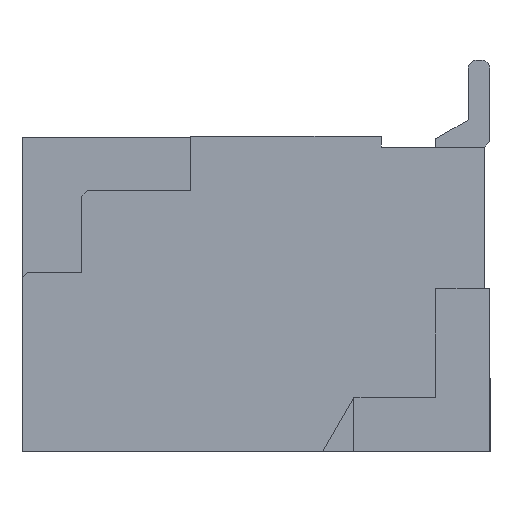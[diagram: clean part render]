
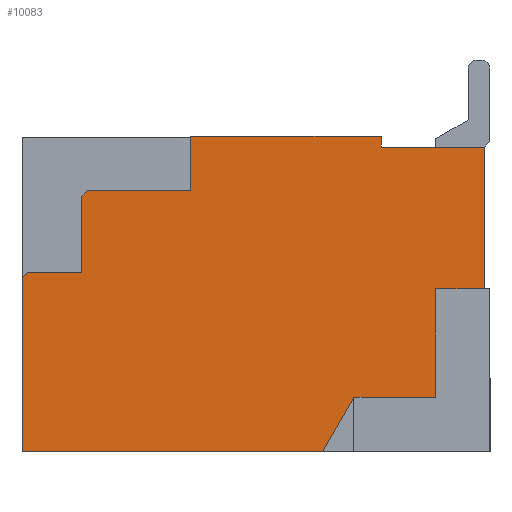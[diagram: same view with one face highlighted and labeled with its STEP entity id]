
A CAD part, left-side view. The second image highlights one B-rep face of the part: STEP entity #10083.
In plain terms, the highlighted planar face has unit normal (-1, 0, 0).
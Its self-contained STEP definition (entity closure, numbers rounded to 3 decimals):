
#129 = DIRECTION ( 'NONE',  ( 0., -1., 0. ) ) ;
#214 = VECTOR ( 'NONE', #5822, 1000. ) ;
#326 = EDGE_CURVE ( 'NONE', #5837, #9903, #3303, .T. ) ;
#403 = VERTEX_POINT ( 'NONE', #894 ) ;
#462 = VERTEX_POINT ( 'NONE', #8406 ) ;
#673 = ORIENTED_EDGE ( 'NONE', *, *, #3554, .T. ) ;
#726 = CARTESIAN_POINT ( 'NONE',  ( -4., 1.25, 0.5 ) ) ;
#818 = CARTESIAN_POINT ( 'NONE',  ( -4., 1., 2.8 ) ) ;
#819 = VERTEX_POINT ( 'NONE', #2700 ) ;
#894 = CARTESIAN_POINT ( 'NONE',  ( -4., 4.3, 0. ) ) ;
#919 = LINE ( 'NONE', #13000, #8618 ) ;
#1089 = CARTESIAN_POINT ( 'NONE',  ( -4., 3.75, 2.4 ) ) ;
#1134 = VECTOR ( 'NONE', #10058, 1000. ) ;
#1265 = CARTESIAN_POINT ( 'NONE',  ( -4., 1.539, 0. ) ) ;
#1411 = VERTEX_POINT ( 'NONE', #4765 ) ;
#1588 = ORIENTED_EDGE ( 'NONE', *, *, #12587, .T. ) ;
#1652 = LINE ( 'NONE', #9481, #4662 ) ;
#1932 = CARTESIAN_POINT ( 'NONE',  ( -4., 4.25, 1.65 ) ) ;
#2038 = CARTESIAN_POINT ( 'NONE',  ( -4., 1., 2.8 ) ) ;
#2050 = LINE ( 'NONE', #7749, #6939 ) ;
#2117 = LINE ( 'NONE', #3911, #2903 ) ;
#2700 = CARTESIAN_POINT ( 'NONE',  ( -4., 0.05, 2.8 ) ) ;
#2787 = VECTOR ( 'NONE', #5684, 1000. ) ;
#2829 = ORIENTED_EDGE ( 'NONE', *, *, #7086, .F. ) ;
#2903 = VECTOR ( 'NONE', #10878, 1000. ) ;
#3245 = EDGE_CURVE ( 'NONE', #8891, #9899, #4791, .T. ) ;
#3303 = LINE ( 'NONE', #818, #3793 ) ;
#3323 = EDGE_LOOP ( 'NONE', ( #5027, #11780, #6490, #5937, #9084, #673, #6950, #10648, #2829, #10671, #9514, #4652, #9406, #1588, #8115, #7048 ) ) ;
#3461 = CARTESIAN_POINT ( 'NONE',  ( -4., 4.25, 2.9 ) ) ;
#3506 = DIRECTION ( 'NONE',  ( 0., 0., 1. ) ) ;
#3554 = EDGE_CURVE ( 'NONE', #8891, #6314, #6968, .T. ) ;
#3584 = LINE ( 'NONE', #11437, #2787 ) ;
#3640 = VERTEX_POINT ( 'NONE', #6385 ) ;
#3774 = CARTESIAN_POINT ( 'NONE',  ( -4., 3.7, 2.4 ) ) ;
#3793 = VECTOR ( 'NONE', #7846, 1000. ) ;
#3843 = VECTOR ( 'NONE', #5678, 1000. ) ;
#3911 = CARTESIAN_POINT ( 'NONE',  ( -4., 0., 0. ) ) ;
#3994 = CARTESIAN_POINT ( 'NONE',  ( -4., 0.05, 1.5 ) ) ;
#4031 = LINE ( 'NONE', #6782, #214 ) ;
#4458 = CARTESIAN_POINT ( 'NONE',  ( -4., 0.5, 0.5 ) ) ;
#4632 = EDGE_CURVE ( 'NONE', #403, #462, #2050, .T. ) ;
#4652 = ORIENTED_EDGE ( 'NONE', *, *, #9334, .F. ) ;
#4662 = VECTOR ( 'NONE', #11588, 1000. ) ;
#4765 = CARTESIAN_POINT ( 'NONE',  ( -4., 2.75, 2.9 ) ) ;
#4791 = LINE ( 'NONE', #726, #3843 ) ;
#4859 = VECTOR ( 'NONE', #129, 1000. ) ;
#4947 = CARTESIAN_POINT ( 'NONE',  ( -4., 4.25, 1.65 ) ) ;
#5027 = ORIENTED_EDGE ( 'NONE', *, *, #6744, .T. ) ;
#5104 = DIRECTION ( 'NONE',  ( 0., 0., -1. ) ) ;
#5205 = AXIS2_PLACEMENT_3D ( 'NONE', #3461, #10426, #3506 ) ;
#5678 = DIRECTION ( 'NONE',  ( 0., 0.5, -0.866 ) ) ;
#5684 = DIRECTION ( 'NONE',  ( 0., 0., -1. ) ) ;
#5796 = EDGE_CURVE ( 'NONE', #11125, #8772, #7504, .T. ) ;
#5822 = DIRECTION ( 'NONE',  ( 0., 0.707, -0.707 ) ) ;
#5837 = VERTEX_POINT ( 'NONE', #2038 ) ;
#5937 = ORIENTED_EDGE ( 'NONE', *, *, #7273, .F. ) ;
#6015 = VERTEX_POINT ( 'NONE', #3774 ) ;
#6314 = VERTEX_POINT ( 'NONE', #12183 ) ;
#6385 = CARTESIAN_POINT ( 'NONE',  ( -4., 3.75, 2.35 ) ) ;
#6386 = CARTESIAN_POINT ( 'NONE',  ( -4., 0.5, 1.5 ) ) ;
#6418 = VECTOR ( 'NONE', #8945, 1000. ) ;
#6450 = VECTOR ( 'NONE', #11414, 1000. ) ;
#6459 = CARTESIAN_POINT ( 'NONE',  ( -4., 3.75, 1.65 ) ) ;
#6490 = ORIENTED_EDGE ( 'NONE', *, *, #4632, .F. ) ;
#6520 = EDGE_CURVE ( 'NONE', #1411, #10674, #3584, .T. ) ;
#6744 = EDGE_CURVE ( 'NONE', #7455, #8354, #6861, .T. ) ;
#6782 = CARTESIAN_POINT ( 'NONE',  ( -4., 3.725, 2.375 ) ) ;
#6861 = LINE ( 'NONE', #4947, #6418 ) ;
#6939 = VECTOR ( 'NONE', #11737, 1000. ) ;
#6950 = ORIENTED_EDGE ( 'NONE', *, *, #11135, .T. ) ;
#6968 = LINE ( 'NONE', #8077, #8222 ) ;
#7048 = ORIENTED_EDGE ( 'NONE', *, *, #13024, .T. ) ;
#7086 = EDGE_CURVE ( 'NONE', #819, #8772, #1652, .T. ) ;
#7114 = VECTOR ( 'NONE', #5104, 1000. ) ;
#7261 = LINE ( 'NONE', #9065, #1134 ) ;
#7273 = EDGE_CURVE ( 'NONE', #9899, #403, #2117, .T. ) ;
#7455 = VERTEX_POINT ( 'NONE', #6459 ) ;
#7504 = LINE ( 'NONE', #9108, #4859 ) ;
#7749 = CARTESIAN_POINT ( 'NONE',  ( -4., 4.3, 0. ) ) ;
#7846 = DIRECTION ( 'NONE',  ( 0., 0., 1. ) ) ;
#8031 = DIRECTION ( 'NONE',  ( 0., 0.707, -0.707 ) ) ;
#8066 = CARTESIAN_POINT ( 'NONE',  ( -4., 3.75, 1.65 ) ) ;
#8077 = CARTESIAN_POINT ( 'NONE',  ( -4., 1.25, 0.5 ) ) ;
#8115 = ORIENTED_EDGE ( 'NONE', *, *, #8249, .T. ) ;
#8188 = FACE_OUTER_BOUND ( 'NONE', #3323, .T. ) ;
#8204 = LINE ( 'NONE', #8066, #7114 ) ;
#8222 = VECTOR ( 'NONE', #9069, 1000. ) ;
#8249 = EDGE_CURVE ( 'NONE', #6015, #3640, #4031, .T. ) ;
#8306 = CARTESIAN_POINT ( 'NONE',  ( -4., 1.25, 0.5 ) ) ;
#8354 = VERTEX_POINT ( 'NONE', #1932 ) ;
#8406 = CARTESIAN_POINT ( 'NONE',  ( -4., 4.3, 1.6 ) ) ;
#8618 = VECTOR ( 'NONE', #8031, 1000. ) ;
#8772 = VERTEX_POINT ( 'NONE', #3994 ) ;
#8891 = VERTEX_POINT ( 'NONE', #8306 ) ;
#8945 = DIRECTION ( 'NONE',  ( 0., 1., 0. ) ) ;
#9065 = CARTESIAN_POINT ( 'NONE',  ( -4., 1., 2.8 ) ) ;
#9069 = DIRECTION ( 'NONE',  ( 0., -1., 0. ) ) ;
#9084 = ORIENTED_EDGE ( 'NONE', *, *, #3245, .F. ) ;
#9108 = CARTESIAN_POINT ( 'NONE',  ( -4., 0.5, 1.5 ) ) ;
#9314 = VECTOR ( 'NONE', #10928, 1000. ) ;
#9334 = EDGE_CURVE ( 'NONE', #1411, #9903, #11929, .T. ) ;
#9402 = EDGE_CURVE ( 'NONE', #819, #5837, #7261, .T. ) ;
#9406 = ORIENTED_EDGE ( 'NONE', *, *, #6520, .T. ) ;
#9481 = CARTESIAN_POINT ( 'NONE',  ( -4., 0.05, 2.8 ) ) ;
#9514 = ORIENTED_EDGE ( 'NONE', *, *, #326, .T. ) ;
#9896 = VECTOR ( 'NONE', #12027, 1000. ) ;
#9899 = VERTEX_POINT ( 'NONE', #1265 ) ;
#9903 = VERTEX_POINT ( 'NONE', #10212 ) ;
#10058 = DIRECTION ( 'NONE',  ( 0., 1., 0. ) ) ;
#10083 = ADVANCED_FACE ( 'NONE', ( #8188 ), #11619, .T. ) ;
#10212 = CARTESIAN_POINT ( 'NONE',  ( -4., 1., 2.9 ) ) ;
#10378 = LINE ( 'NONE', #1089, #9314 ) ;
#10426 = DIRECTION ( 'NONE',  ( -1., 0., 0. ) ) ;
#10648 = ORIENTED_EDGE ( 'NONE', *, *, #5796, .T. ) ;
#10671 = ORIENTED_EDGE ( 'NONE', *, *, #9402, .T. ) ;
#10674 = VERTEX_POINT ( 'NONE', #11652 ) ;
#10878 = DIRECTION ( 'NONE',  ( 0., 1., 0. ) ) ;
#10928 = DIRECTION ( 'NONE',  ( 0., 1., 0. ) ) ;
#10955 = EDGE_CURVE ( 'NONE', #8354, #462, #919, .T. ) ;
#11125 = VERTEX_POINT ( 'NONE', #6386 ) ;
#11135 = EDGE_CURVE ( 'NONE', #6314, #11125, #12520, .T. ) ;
#11414 = DIRECTION ( 'NONE',  ( 0., 0., 1. ) ) ;
#11437 = CARTESIAN_POINT ( 'NONE',  ( -4., 2.75, 2.4 ) ) ;
#11588 = DIRECTION ( 'NONE',  ( 0., 0., -1. ) ) ;
#11619 = PLANE ( 'NONE',  #5205 ) ;
#11652 = CARTESIAN_POINT ( 'NONE',  ( -4., 2.75, 2.4 ) ) ;
#11737 = DIRECTION ( 'NONE',  ( 0., 0., 1. ) ) ;
#11780 = ORIENTED_EDGE ( 'NONE', *, *, #10955, .T. ) ;
#11929 = LINE ( 'NONE', #12996, #9896 ) ;
#12027 = DIRECTION ( 'NONE',  ( 0., -1., 0. ) ) ;
#12183 = CARTESIAN_POINT ( 'NONE',  ( -4., 0.5, 0.5 ) ) ;
#12520 = LINE ( 'NONE', #4458, #6450 ) ;
#12587 = EDGE_CURVE ( 'NONE', #10674, #6015, #10378, .T. ) ;
#12996 = CARTESIAN_POINT ( 'NONE',  ( -4., 0., 2.9 ) ) ;
#13000 = CARTESIAN_POINT ( 'NONE',  ( -4., 3.625, 2.275 ) ) ;
#13024 = EDGE_CURVE ( 'NONE', #3640, #7455, #8204, .T. ) ;
